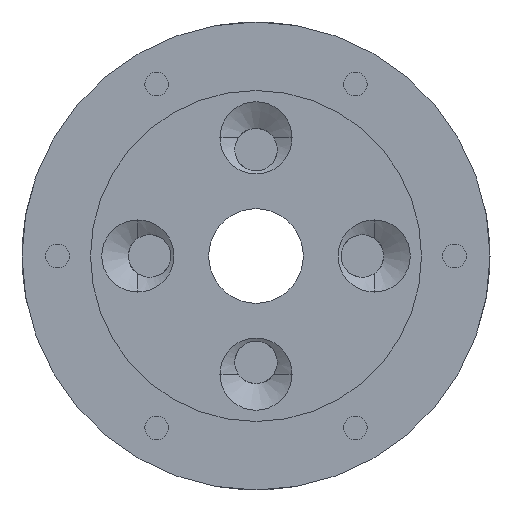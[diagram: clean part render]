
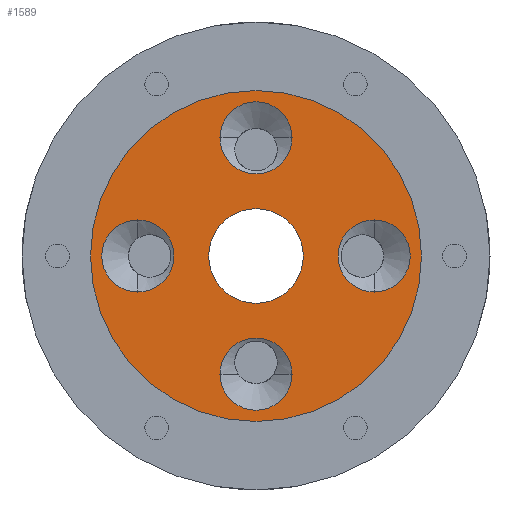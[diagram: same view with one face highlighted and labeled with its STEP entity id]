
A CAD part, left-side view. The second image highlights one B-rep face of the part: STEP entity #1589.
In plain terms, the highlighted planar face has unit normal (-1, 0, 0).
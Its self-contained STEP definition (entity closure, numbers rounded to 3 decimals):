
#56 = EDGE_CURVE ( 'NONE', #1974, #1429, #2677, .T. ) ;
#78 = AXIS2_PLACEMENT_3D ( 'NONE', #3985, #1779, #4349 ) ;
#106 = AXIS2_PLACEMENT_3D ( 'NONE', #592, #3126, #969 ) ;
#109 = AXIS2_PLACEMENT_3D ( 'NONE', #355, #3262, #3716 ) ;
#129 = VERTEX_POINT ( 'NONE', #4144 ) ;
#148 = DIRECTION ( 'NONE',  ( -1., 0., 0. ) ) ;
#186 = CIRCLE ( 'NONE', #2950, 7.625 ) ;
#318 = VERTEX_POINT ( 'NONE', #2684 ) ;
#334 = DIRECTION ( 'NONE',  ( -1., 0., 0. ) ) ;
#349 = DIRECTION ( 'NONE',  ( -1., 0., 0. ) ) ;
#355 = CARTESIAN_POINT ( 'NONE',  ( 0., 0., -25. ) ) ;
#429 = DIRECTION ( 'NONE',  ( -1., 0., 0. ) ) ;
#470 = FACE_BOUND ( 'NONE', #3248, .T. ) ;
#571 = CARTESIAN_POINT ( 'NONE',  ( 0., 0., 10. ) ) ;
#592 = CARTESIAN_POINT ( 'NONE',  ( 0., 0., 0. ) ) ;
#672 = ORIENTED_EDGE ( 'NONE', *, *, #3041, .F. ) ;
#697 = FACE_BOUND ( 'NONE', #2450, .T. ) ;
#727 = VERTEX_POINT ( 'NONE', #4408 ) ;
#748 = CARTESIAN_POINT ( 'NONE',  ( 0., 25., 0. ) ) ;
#779 = DIRECTION ( 'NONE',  ( -1., 0., 0. ) ) ;
#800 = VERTEX_POINT ( 'NONE', #2912 ) ;
#969 = DIRECTION ( 'NONE',  ( 0., 0., 1. ) ) ;
#998 = ORIENTED_EDGE ( 'NONE', *, *, #3803, .F. ) ;
#1001 = CIRCLE ( 'NONE', #1809, 10. ) ;
#1015 = CIRCLE ( 'NONE', #4531, 7.625 ) ;
#1075 = CARTESIAN_POINT ( 'NONE',  ( 0., -25., 0. ) ) ;
#1088 = ORIENTED_EDGE ( 'NONE', *, *, #3608, .F. ) ;
#1092 = EDGE_CURVE ( 'NONE', #3232, #129, #4650, .T. ) ;
#1110 = DIRECTION ( 'NONE',  ( -1., 0., 0. ) ) ;
#1111 = DIRECTION ( 'NONE',  ( 0., 0., 1. ) ) ;
#1113 = EDGE_CURVE ( 'NONE', #1429, #1974, #2671, .T. ) ;
#1272 = EDGE_LOOP ( 'NONE', ( #1846, #2426 ) ) ;
#1300 = EDGE_CURVE ( 'NONE', #3374, #1489, #186, .T. ) ;
#1409 = AXIS2_PLACEMENT_3D ( 'NONE', #3891, #4236, #1692 ) ;
#1429 = VERTEX_POINT ( 'NONE', #2359 ) ;
#1430 = FACE_BOUND ( 'NONE', #2446, .T. ) ;
#1438 = DIRECTION ( 'NONE',  ( 0., 0., -1. ) ) ;
#1440 = CARTESIAN_POINT ( 'NONE',  ( 0., 0., 0. ) ) ;
#1489 = VERTEX_POINT ( 'NONE', #4597 ) ;
#1491 = CIRCLE ( 'NONE', #106, 35. ) ;
#1512 = VERTEX_POINT ( 'NONE', #3495 ) ;
#1589 = ADVANCED_FACE ( 'NONE', ( #470, #3246, #1430, #2277, #4242, #697 ), #3507, .T. ) ;
#1616 = CIRCLE ( 'NONE', #3865, 7.625 ) ;
#1692 = DIRECTION ( 'NONE',  ( 0., 0., 1. ) ) ;
#1727 = EDGE_CURVE ( 'NONE', #129, #3232, #1616, .T. ) ;
#1734 = ORIENTED_EDGE ( 'NONE', *, *, #3411, .F. ) ;
#1758 = EDGE_CURVE ( 'NONE', #800, #2850, #1491, .T. ) ;
#1776 = AXIS2_PLACEMENT_3D ( 'NONE', #2491, #334, #2872 ) ;
#1779 = DIRECTION ( 'NONE',  ( -1., 0., 0. ) ) ;
#1802 = DIRECTION ( 'NONE',  ( 0., 0., 1. ) ) ;
#1809 = AXIS2_PLACEMENT_3D ( 'NONE', #1440, #3999, #1802 ) ;
#1846 = ORIENTED_EDGE ( 'NONE', *, *, #1758, .T. ) ;
#1895 = AXIS2_PLACEMENT_3D ( 'NONE', #2941, #779, #3318 ) ;
#1974 = VERTEX_POINT ( 'NONE', #3589 ) ;
#2123 = CIRCLE ( 'NONE', #1895, 10. ) ;
#2125 = CIRCLE ( 'NONE', #1776, 7.625 ) ;
#2277 = FACE_BOUND ( 'NONE', #4556, .T. ) ;
#2314 = CARTESIAN_POINT ( 'NONE',  ( 0., -25., 0. ) ) ;
#2321 = DIRECTION ( 'NONE',  ( 0., 0., 1. ) ) ;
#2359 = CARTESIAN_POINT ( 'NONE',  ( 0., -7.625, -25. ) ) ;
#2386 = ORIENTED_EDGE ( 'NONE', *, *, #56, .F. ) ;
#2426 = ORIENTED_EDGE ( 'NONE', *, *, #4231, .T. ) ;
#2446 = EDGE_LOOP ( 'NONE', ( #2386, #3773 ) ) ;
#2450 = EDGE_LOOP ( 'NONE', ( #1734, #1088 ) ) ;
#2491 = CARTESIAN_POINT ( 'NONE',  ( 0., 0., 25. ) ) ;
#2507 = CARTESIAN_POINT ( 'NONE',  ( 0., 0., -25. ) ) ;
#2587 = CARTESIAN_POINT ( 'NONE',  ( 0., 0., 25. ) ) ;
#2599 = ORIENTED_EDGE ( 'NONE', *, *, #4309, .F. ) ;
#2618 = VERTEX_POINT ( 'NONE', #571 ) ;
#2667 = DIRECTION ( 'NONE',  ( 0., 0., -1. ) ) ;
#2671 = CIRCLE ( 'NONE', #4489, 7.625 ) ;
#2677 = CIRCLE ( 'NONE', #109, 7.625 ) ;
#2684 = CARTESIAN_POINT ( 'NONE',  ( 0., -7.625, 25. ) ) ;
#2850 = VERTEX_POINT ( 'NONE', #3707 ) ;
#2872 = DIRECTION ( 'NONE',  ( 0., -1., 0. ) ) ;
#2876 = CARTESIAN_POINT ( 'NONE',  ( 0., 25., 7.625 ) ) ;
#2882 = ORIENTED_EDGE ( 'NONE', *, *, #1300, .F. ) ;
#2889 = DIRECTION ( 'NONE',  ( 0., 1., 0. ) ) ;
#2912 = CARTESIAN_POINT ( 'NONE',  ( 0., 0., 35. ) ) ;
#2941 = CARTESIAN_POINT ( 'NONE',  ( 0., 0., 0. ) ) ;
#2950 = AXIS2_PLACEMENT_3D ( 'NONE', #3555, #1110, #2321 ) ;
#2963 = DIRECTION ( 'NONE',  ( 0., -1., 0. ) ) ;
#3002 = ORIENTED_EDGE ( 'NONE', *, *, #1092, .F. ) ;
#3041 = EDGE_CURVE ( 'NONE', #318, #1512, #3282, .T. ) ;
#3126 = DIRECTION ( 'NONE',  ( -1., 0., 0. ) ) ;
#3167 = CARTESIAN_POINT ( 'NONE',  ( 0., -25., -7.625 ) ) ;
#3232 = VERTEX_POINT ( 'NONE', #3167 ) ;
#3246 = FACE_BOUND ( 'NONE', #3594, .T. ) ;
#3248 = EDGE_LOOP ( 'NONE', ( #672, #2599 ) ) ;
#3262 = DIRECTION ( 'NONE',  ( -1., 0., 0. ) ) ;
#3282 = CIRCLE ( 'NONE', #4234, 7.625 ) ;
#3287 = DIRECTION ( 'NONE',  ( -1., 0., 0. ) ) ;
#3318 = DIRECTION ( 'NONE',  ( 0., 0., 1. ) ) ;
#3374 = VERTEX_POINT ( 'NONE', #2876 ) ;
#3411 = EDGE_CURVE ( 'NONE', #2618, #727, #2123, .T. ) ;
#3495 = CARTESIAN_POINT ( 'NONE',  ( 0., 7.625, 25. ) ) ;
#3507 = PLANE ( 'NONE',  #1409 ) ;
#3555 = CARTESIAN_POINT ( 'NONE',  ( 0., 25., 0. ) ) ;
#3589 = CARTESIAN_POINT ( 'NONE',  ( 0., 7.625, -25. ) ) ;
#3594 = EDGE_LOOP ( 'NONE', ( #3002, #4377 ) ) ;
#3608 = EDGE_CURVE ( 'NONE', #727, #2618, #1001, .T. ) ;
#3628 = DIRECTION ( 'NONE',  ( -1., 0., 0. ) ) ;
#3707 = CARTESIAN_POINT ( 'NONE',  ( 0., 0., -35. ) ) ;
#3716 = DIRECTION ( 'NONE',  ( 0., 1., 0. ) ) ;
#3773 = ORIENTED_EDGE ( 'NONE', *, *, #1113, .F. ) ;
#3803 = EDGE_CURVE ( 'NONE', #1489, #3374, #1015, .T. ) ;
#3865 = AXIS2_PLACEMENT_3D ( 'NONE', #2314, #148, #2667 ) ;
#3891 = CARTESIAN_POINT ( 'NONE',  ( 0., -35., 0. ) ) ;
#3985 = CARTESIAN_POINT ( 'NONE',  ( 0., 0., 0. ) ) ;
#3999 = DIRECTION ( 'NONE',  ( -1., 0., 0. ) ) ;
#4144 = CARTESIAN_POINT ( 'NONE',  ( 0., -25., 7.625 ) ) ;
#4231 = EDGE_CURVE ( 'NONE', #2850, #800, #4447, .T. ) ;
#4234 = AXIS2_PLACEMENT_3D ( 'NONE', #2587, #429, #2963 ) ;
#4235 = AXIS2_PLACEMENT_3D ( 'NONE', #1075, #3628, #1438 ) ;
#4236 = DIRECTION ( 'NONE',  ( -1., 0., 0. ) ) ;
#4242 = FACE_OUTER_BOUND ( 'NONE', #1272, .T. ) ;
#4309 = EDGE_CURVE ( 'NONE', #1512, #318, #2125, .T. ) ;
#4349 = DIRECTION ( 'NONE',  ( 0., 0., 1. ) ) ;
#4377 = ORIENTED_EDGE ( 'NONE', *, *, #1727, .F. ) ;
#4408 = CARTESIAN_POINT ( 'NONE',  ( 0., 0., -10. ) ) ;
#4447 = CIRCLE ( 'NONE', #78, 35. ) ;
#4489 = AXIS2_PLACEMENT_3D ( 'NONE', #2507, #349, #2889 ) ;
#4531 = AXIS2_PLACEMENT_3D ( 'NONE', #748, #3287, #1111 ) ;
#4556 = EDGE_LOOP ( 'NONE', ( #2882, #998 ) ) ;
#4597 = CARTESIAN_POINT ( 'NONE',  ( 0., 25., -7.625 ) ) ;
#4650 = CIRCLE ( 'NONE', #4235, 7.625 ) ;
